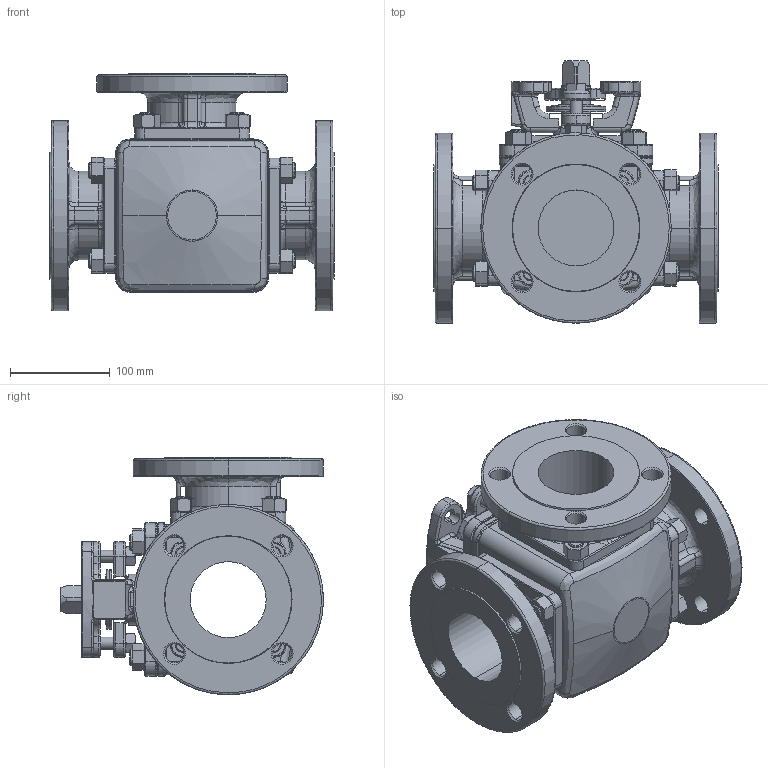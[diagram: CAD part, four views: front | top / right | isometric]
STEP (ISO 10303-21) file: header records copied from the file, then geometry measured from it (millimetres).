
FILE_DESCRIPTION (( 'STEP AP214' ), '1' );
FILE_NAME ('31-F1-0300-XXX BARE STEM.step', '2019-08-21T18:09:13', ( '' ), ( '' ), 'SwSTEP 2.0', 'SolidWorks 2019', '' );
FILE_SCHEMA (( 'AUTOMOTIVE_DESIGN' ));
Length unit declared in the file: inch
Products named in the file (2): 31-F1-0300-XXX BARE STEM
Bounding box: 285 x 262.95 x 237.75 mm (x, y, z)
Surface area: 512273.1 mm2 (no closed solid volume)
Topology: 0 solids, 47 shells, 1064 faces, 2824 edges, 1763 vertices
Faces by surface type: cylinder 367, bspline 295, plane 235, cone 167
Entity records: 62689 total; most frequent: CARTESIAN_POINT 24664, ORIENTED_EDGE 4951, DIRECTION 4841, EDGE_CURVE 2820, AXIS2_PLACEMENT_3D 2008, VERTEX_POINT 1763, CIRCLE 1237, EDGE_LOOP 1170
